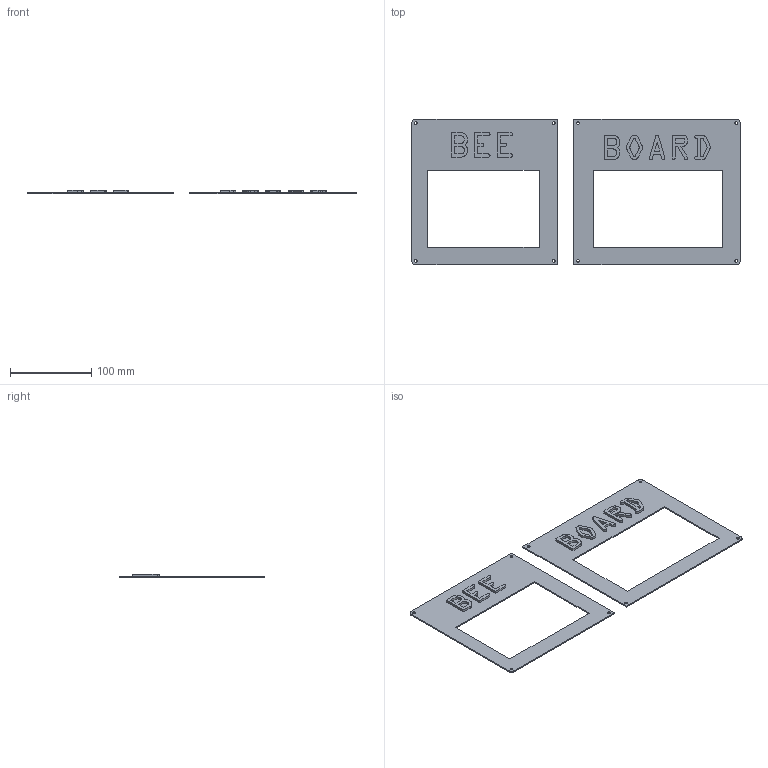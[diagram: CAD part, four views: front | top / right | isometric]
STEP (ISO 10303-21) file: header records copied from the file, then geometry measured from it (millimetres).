
FILE_DESCRIPTION(/* description */ (''),/* implementation_level */ '2;1');
FILE_NAME(/* name */ 'BeeBoard Top.step',/* time_stamp */ '2025-07-10T01:05:04+01:00',/* author */ (''),/* organization */ (''),/* preprocessor_version */ 'ST-DEVELOPER v20.1',/* originating_system */ 'Autodesk Translation Framework v14.10.0.0',/* authorisation */ '');
FILE_SCHEMA (('AUTOMOTIVE_DESIGN { 1 0 10303 214 3 1 1 }'));
Length unit declared in the file: millimetre
Products named in the file (1): 2025-07-08-23-30-48-822
Bounding box: 405 x 180 x 4.5 mm (x, y, z)
Volume: 67983.7 mm3; surface area: 88905.8 mm2
Topology: 2 solids, 2 shells, 246 faces, 678 edges, 452 vertices
Faces by surface type: plane 120, bspline 114, cylinder 12
Full cylindrical faces by diameter (mm): 3.4 x8
Entity records: 8912 total; most frequent: CARTESIAN_POINT 3315, ORIENTED_EDGE 1356, DIRECTION 740, EDGE_CURVE 678, VERTEX_POINT 452, LINE 426, VECTOR 426, EDGE_LOOP 282
